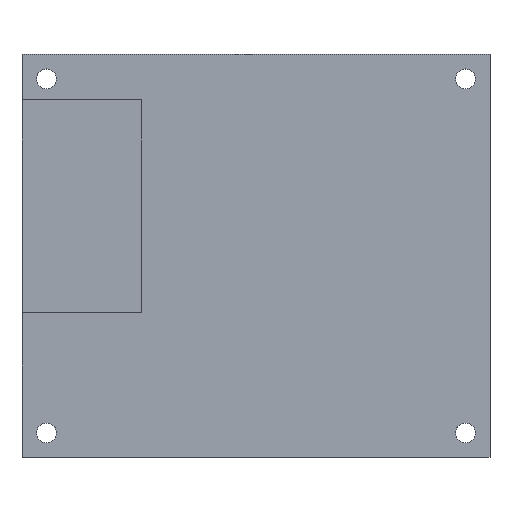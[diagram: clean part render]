
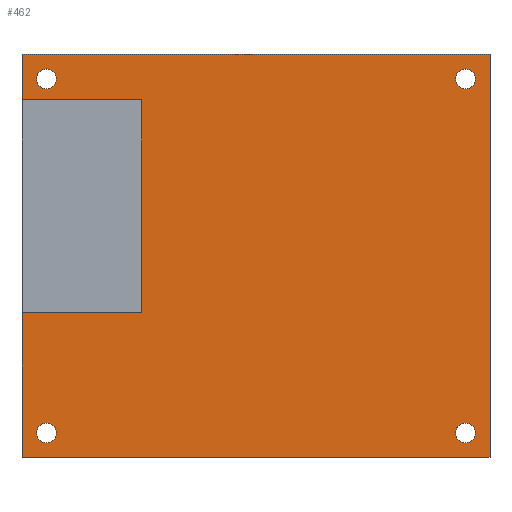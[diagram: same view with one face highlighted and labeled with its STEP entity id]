
A CAD part, top view. The second image highlights one B-rep face of the part: STEP entity #462.
In plain terms, the highlighted planar face has unit normal (0, 0, 1).
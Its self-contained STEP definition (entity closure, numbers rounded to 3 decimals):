
#16=FACE_BOUND('',#77,.T.);
#17=FACE_BOUND('',#78,.T.);
#18=FACE_BOUND('',#79,.T.);
#19=FACE_BOUND('',#80,.T.);
#29=PLANE('',#511);
#48=FACE_OUTER_BOUND('',#76,.T.);
#76=EDGE_LOOP('',(#339,#340,#341,#342,#343,#344,#345,#346));
#77=EDGE_LOOP('',(#347));
#78=EDGE_LOOP('',(#348));
#79=EDGE_LOOP('',(#349));
#80=EDGE_LOOP('',(#350));
#109=LINE('',#712,#150);
#117=LINE('',#727,#158);
#118=LINE('',#729,#159);
#119=LINE('',#732,#160);
#120=LINE('',#734,#161);
#121=LINE('',#736,#162);
#122=LINE('',#738,#163);
#123=LINE('',#739,#164);
#150=VECTOR('',#567,10.);
#158=VECTOR('',#579,10.);
#159=VECTOR('',#582,10.);
#160=VECTOR('',#585,10.);
#161=VECTOR('',#586,10.);
#162=VECTOR('',#587,10.);
#163=VECTOR('',#588,10.);
#164=VECTOR('',#589,10.);
#191=CIRCLE('',#512,1.375);
#192=CIRCLE('',#513,1.375);
#193=CIRCLE('',#514,1.375);
#194=CIRCLE('',#515,1.375);
#216=VERTEX_POINT('',#709);
#217=VERTEX_POINT('',#711);
#221=VERTEX_POINT('',#723);
#222=VERTEX_POINT('',#725);
#223=VERTEX_POINT('',#731);
#224=VERTEX_POINT('',#733);
#225=VERTEX_POINT('',#735);
#226=VERTEX_POINT('',#737);
#227=VERTEX_POINT('',#740);
#228=VERTEX_POINT('',#742);
#229=VERTEX_POINT('',#744);
#230=VERTEX_POINT('',#746);
#257=EDGE_CURVE('',#217,#216,#109,.T.);
#265=EDGE_CURVE('',#221,#222,#117,.T.);
#266=EDGE_CURVE('',#222,#217,#118,.T.);
#267=EDGE_CURVE('',#216,#223,#119,.T.);
#268=EDGE_CURVE('',#223,#224,#120,.T.);
#269=EDGE_CURVE('',#224,#225,#121,.T.);
#270=EDGE_CURVE('',#225,#226,#122,.T.);
#271=EDGE_CURVE('',#226,#221,#123,.T.);
#272=EDGE_CURVE('',#227,#227,#191,.T.);
#273=EDGE_CURVE('',#228,#228,#192,.T.);
#274=EDGE_CURVE('',#229,#229,#193,.T.);
#275=EDGE_CURVE('',#230,#230,#194,.T.);
#339=ORIENTED_EDGE('',*,*,#265,.T.);
#340=ORIENTED_EDGE('',*,*,#266,.T.);
#341=ORIENTED_EDGE('',*,*,#257,.T.);
#342=ORIENTED_EDGE('',*,*,#267,.T.);
#343=ORIENTED_EDGE('',*,*,#268,.T.);
#344=ORIENTED_EDGE('',*,*,#269,.T.);
#345=ORIENTED_EDGE('',*,*,#270,.T.);
#346=ORIENTED_EDGE('',*,*,#271,.T.);
#347=ORIENTED_EDGE('',*,*,#272,.T.);
#348=ORIENTED_EDGE('',*,*,#273,.T.);
#349=ORIENTED_EDGE('',*,*,#274,.T.);
#350=ORIENTED_EDGE('',*,*,#275,.T.);
#462=ADVANCED_FACE('',(#48,#16,#17,#18,#19),#29,.T.);
#511=AXIS2_PLACEMENT_3D('',#730,#583,#584);
#512=AXIS2_PLACEMENT_3D('',#741,#590,#591);
#513=AXIS2_PLACEMENT_3D('',#743,#592,#593);
#514=AXIS2_PLACEMENT_3D('',#745,#594,#595);
#515=AXIS2_PLACEMENT_3D('',#747,#596,#597);
#567=DIRECTION('',(-1.,0.,0.));
#579=DIRECTION('',(1.,0.,0.));
#582=DIRECTION('',(0.,-1.,0.));
#583=DIRECTION('center_axis',(0.,0.,1.));
#584=DIRECTION('ref_axis',(1.,0.,0.));
#585=DIRECTION('',(0.,-1.,0.));
#586=DIRECTION('',(1.,0.,0.));
#587=DIRECTION('',(0.,1.,0.));
#588=DIRECTION('',(-1.,0.,0.));
#589=DIRECTION('',(0.,-1.,0.));
#590=DIRECTION('center_axis',(0.,0.,-1.));
#591=DIRECTION('ref_axis',(-1.,0.,0.));
#592=DIRECTION('center_axis',(0.,0.,-1.));
#593=DIRECTION('ref_axis',(-1.,0.,0.));
#594=DIRECTION('center_axis',(0.,0.,-1.));
#595=DIRECTION('ref_axis',(-1.,0.,0.));
#596=DIRECTION('center_axis',(0.,0.,-1.));
#597=DIRECTION('ref_axis',(-1.,0.,0.));
#709=CARTESIAN_POINT('',(0.135,20.135,19.27));
#711=CARTESIAN_POINT('',(16.735,20.135,19.27));
#712=CARTESIAN_POINT('',(16.323,20.135,19.27));
#723=CARTESIAN_POINT('',(0.135,49.585,19.27));
#725=CARTESIAN_POINT('',(16.735,49.585,19.27));
#727=CARTESIAN_POINT('',(16.323,49.585,19.27));
#729=CARTESIAN_POINT('',(16.735,31.435,19.27));
#730=CARTESIAN_POINT('Origin',(32.51,28.01,19.27));
#731=CARTESIAN_POINT('',(0.135,0.135,19.27));
#732=CARTESIAN_POINT('',(0.135,0.135,19.27));
#733=CARTESIAN_POINT('',(64.885,0.135,19.27));
#734=CARTESIAN_POINT('',(64.885,0.135,19.27));
#735=CARTESIAN_POINT('',(64.885,55.885,19.27));
#736=CARTESIAN_POINT('',(64.885,55.885,19.27));
#737=CARTESIAN_POINT('',(0.135,55.885,19.27));
#738=CARTESIAN_POINT('',(0.135,55.885,19.27));
#739=CARTESIAN_POINT('',(0.135,0.135,19.27));
#740=CARTESIAN_POINT('',(4.885,52.51,19.27));
#741=CARTESIAN_POINT('Origin',(3.51,52.51,19.27));
#742=CARTESIAN_POINT('',(62.885,52.51,19.27));
#743=CARTESIAN_POINT('Origin',(61.51,52.51,19.27));
#744=CARTESIAN_POINT('',(62.885,3.51,19.27));
#745=CARTESIAN_POINT('Origin',(61.51,3.51,19.27));
#746=CARTESIAN_POINT('',(4.885,3.51,19.27));
#747=CARTESIAN_POINT('Origin',(3.51,3.51,19.27));
